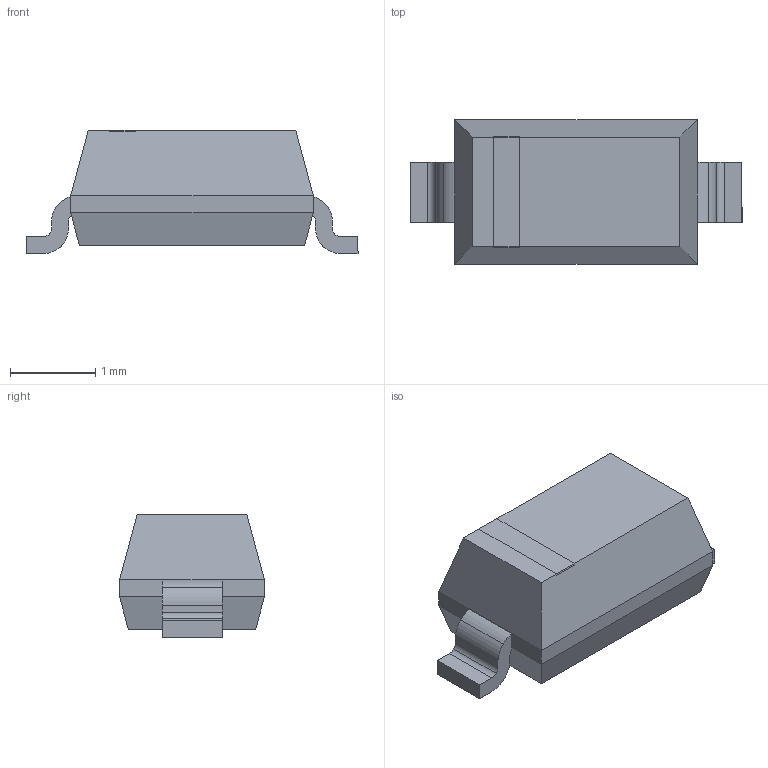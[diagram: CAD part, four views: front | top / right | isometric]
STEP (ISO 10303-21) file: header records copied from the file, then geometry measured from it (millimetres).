
FILE_DESCRIPTION((''),'2;1');
FILE_NAME('SOD3715X145N(SOD123).stp','2010-01-26T12:53:01',(''),(''),'Mechanical Desktop 2006','Mechanical Desktop 2006',', , ');
FILE_SCHEMA(('AUTOMOTIVE_DESIGN { 1 2 10303 214 0 1 1 1 }'));
Length unit declared in the file: millimetre
Products named in the file (1): Product
Bounding box: 3.9 x 1.7 x 1.45 mm (x, y, z)
Volume: 5.9 mm3; surface area: 23.7 mm2
Topology: 4 solids, 4 shells, 56 faces, 136 edges, 88 vertices
Faces by surface type: plane 31, bspline 17, cylinder 8
Entity records: 1788 total; most frequent: CARTESIAN_POINT 444, ORIENTED_EDGE 272, DIRECTION 248, EDGE_CURVE 136, VECTOR 104, LINE 104, VERTEX_POINT 88, AXIS2_PLACEMENT_3D 72
